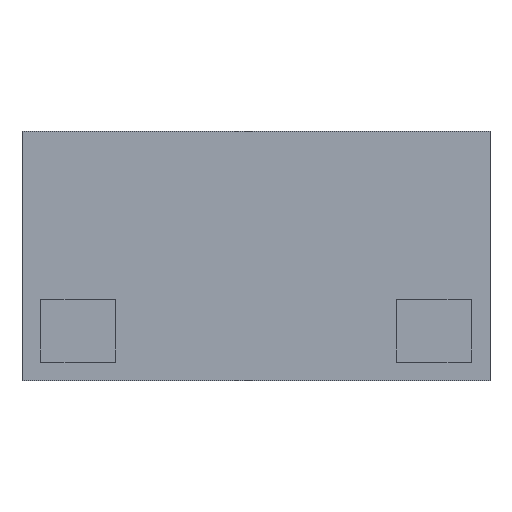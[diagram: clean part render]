
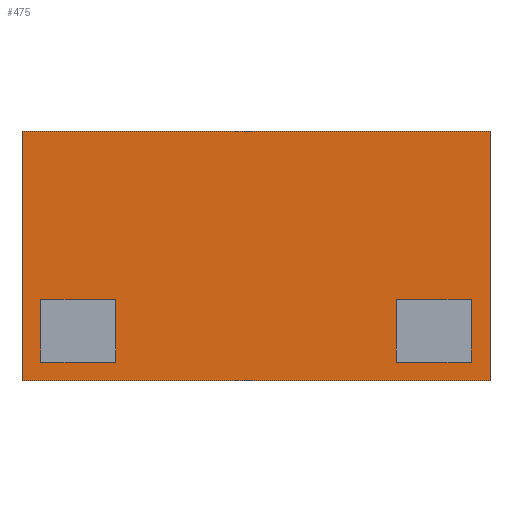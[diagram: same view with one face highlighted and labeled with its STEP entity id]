
A CAD part, front view. The second image highlights one B-rep face of the part: STEP entity #475.
In plain terms, the highlighted planar face has unit normal (0, -1, 0).
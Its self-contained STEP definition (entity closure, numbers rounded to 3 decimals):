
#15=FACE_BOUND('',#73,.T.);
#16=FACE_BOUND('',#74,.T.);
#46=FACE_OUTER_BOUND('',#72,.T.);
#72=EDGE_LOOP('',(#364,#365,#366,#367));
#73=EDGE_LOOP('',(#368,#369,#370,#371));
#74=EDGE_LOOP('',(#372,#373,#374,#375));
#86=LINE('',#671,#142);
#90=LINE('',#679,#146);
#93=LINE('',#685,#149);
#96=LINE('',#690,#152);
#98=LINE('',#696,#154);
#102=LINE('',#704,#158);
#105=LINE('',#710,#161);
#108=LINE('',#715,#164);
#118=LINE('',#744,#174);
#119=LINE('',#747,#175);
#120=LINE('',#749,#176);
#121=LINE('',#750,#177);
#142=VECTOR('',#541,10.);
#146=VECTOR('',#547,10.);
#149=VECTOR('',#552,10.);
#152=VECTOR('',#557,10.);
#154=VECTOR('',#563,10.);
#158=VECTOR('',#569,10.);
#161=VECTOR('',#574,10.);
#164=VECTOR('',#579,10.);
#174=VECTOR('',#607,10.);
#175=VECTOR('',#610,10.);
#176=VECTOR('',#611,10.);
#177=VECTOR('',#612,10.);
#198=VERTEX_POINT('',#669);
#199=VERTEX_POINT('',#670);
#202=VERTEX_POINT('',#678);
#204=VERTEX_POINT('',#684);
#206=VERTEX_POINT('',#694);
#207=VERTEX_POINT('',#695);
#210=VERTEX_POINT('',#703);
#212=VERTEX_POINT('',#709);
#222=VERTEX_POINT('',#740);
#223=VERTEX_POINT('',#742);
#224=VERTEX_POINT('',#746);
#225=VERTEX_POINT('',#748);
#242=EDGE_CURVE('',#198,#199,#86,.T.);
#246=EDGE_CURVE('',#202,#198,#90,.T.);
#249=EDGE_CURVE('',#204,#202,#93,.T.);
#252=EDGE_CURVE('',#199,#204,#96,.T.);
#254=EDGE_CURVE('',#206,#207,#98,.T.);
#258=EDGE_CURVE('',#210,#206,#102,.T.);
#261=EDGE_CURVE('',#212,#210,#105,.T.);
#264=EDGE_CURVE('',#207,#212,#108,.T.);
#278=EDGE_CURVE('',#222,#223,#118,.T.);
#279=EDGE_CURVE('',#224,#222,#119,.T.);
#280=EDGE_CURVE('',#225,#223,#120,.T.);
#281=EDGE_CURVE('',#224,#225,#121,.T.);
#364=ORIENTED_EDGE('',*,*,#279,.T.);
#365=ORIENTED_EDGE('',*,*,#278,.T.);
#366=ORIENTED_EDGE('',*,*,#280,.F.);
#367=ORIENTED_EDGE('',*,*,#281,.F.);
#368=ORIENTED_EDGE('',*,*,#242,.T.);
#369=ORIENTED_EDGE('',*,*,#252,.T.);
#370=ORIENTED_EDGE('',*,*,#249,.T.);
#371=ORIENTED_EDGE('',*,*,#246,.T.);
#372=ORIENTED_EDGE('',*,*,#254,.T.);
#373=ORIENTED_EDGE('',*,*,#264,.T.);
#374=ORIENTED_EDGE('',*,*,#261,.T.);
#375=ORIENTED_EDGE('',*,*,#258,.T.);
#452=PLANE('',#519);
#475=ADVANCED_FACE('',(#46,#15,#16),#452,.T.);
#519=AXIS2_PLACEMENT_3D('',#745,#608,#609);
#541=DIRECTION('',(1.,0.,0.));
#547=DIRECTION('',(0.,0.,1.));
#552=DIRECTION('',(-1.,0.,0.));
#557=DIRECTION('',(0.,0.,-1.));
#563=DIRECTION('',(0.,0.,1.));
#569=DIRECTION('',(-1.,0.,0.));
#574=DIRECTION('',(0.,0.,-1.));
#579=DIRECTION('',(1.,0.,0.));
#607=DIRECTION('',(1.,0.,0.));
#608=DIRECTION('center_axis',(0.,-1.,0.));
#609=DIRECTION('ref_axis',(0.,0.,-1.));
#610=DIRECTION('',(0.,0.,-1.));
#611=DIRECTION('',(0.,0.,-1.));
#612=DIRECTION('',(1.,0.,0.));
#669=CARTESIAN_POINT('',(60.,0.,-12.));
#670=CARTESIAN_POINT('',(72.,0.,-12.));
#671=CARTESIAN_POINT('',(30.,0.,-12.));
#678=CARTESIAN_POINT('',(60.,0.,-22.));
#679=CARTESIAN_POINT('',(60.,0.,-3.5));
#684=CARTESIAN_POINT('',(72.,0.,-22.));
#685=CARTESIAN_POINT('',(36.,0.,-22.));
#690=CARTESIAN_POINT('',(72.,0.,1.5));
#694=CARTESIAN_POINT('',(3.,0.,-22.));
#695=CARTESIAN_POINT('',(3.,0.,-12.));
#696=CARTESIAN_POINT('',(3.,0.,-3.5));
#703=CARTESIAN_POINT('',(15.,0.,-22.));
#704=CARTESIAN_POINT('',(7.5,0.,-22.));
#709=CARTESIAN_POINT('',(15.,0.,-12.));
#710=CARTESIAN_POINT('',(15.,0.,1.5));
#715=CARTESIAN_POINT('',(1.5,0.,-12.));
#740=CARTESIAN_POINT('',(0.,0.,-25.));
#742=CARTESIAN_POINT('',(75.,0.,-25.));
#744=CARTESIAN_POINT('',(0.,0.,-25.));
#745=CARTESIAN_POINT('Origin',(0.,0.,15.));
#746=CARTESIAN_POINT('',(0.,0.,15.));
#747=CARTESIAN_POINT('',(0.,0.,15.));
#748=CARTESIAN_POINT('',(75.,0.,15.));
#749=CARTESIAN_POINT('',(75.,0.,15.));
#750=CARTESIAN_POINT('',(0.,0.,15.));
